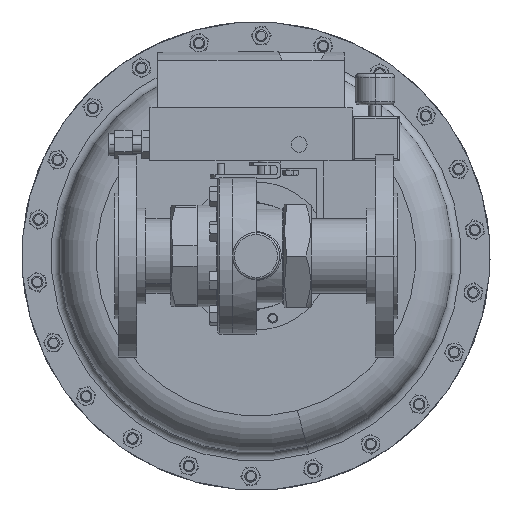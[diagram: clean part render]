
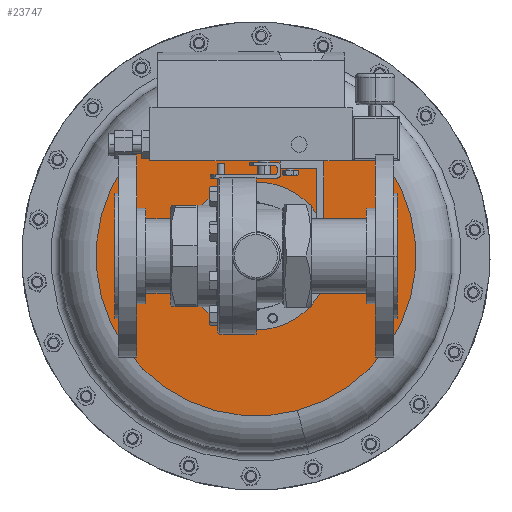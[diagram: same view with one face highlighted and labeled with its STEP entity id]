
A CAD part, front view. The second image highlights one B-rep face of the part: STEP entity #23747.
In plain terms, the highlighted planar face has unit normal (0, -1, 0).
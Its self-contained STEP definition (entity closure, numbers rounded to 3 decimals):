
#219 = CARTESIAN_POINT ( 'NONE',  ( -1.326, 7.093, 4.95 ) ) ;
#1603 = VERTEX_POINT ( 'NONE', #219 ) ;
#1721 = CARTESIAN_POINT ( 'NONE',  ( 0., 7.093, 0. ) ) ;
#3508 = CARTESIAN_POINT ( 'NONE',  ( 4.95, 7.093, 1.326 ) ) ;
#6157 = DIRECTION ( 'NONE',  ( -0.259, 0., 0.966 ) ) ;
#7388 = DIRECTION ( 'NONE',  ( 0., 1., 0. ) ) ;
#8429 = EDGE_CURVE ( 'NONE', #1603, #29494, #42599, .T. ) ;
#16714 = VERTEX_POINT ( 'NONE', #46050 ) ;
#16880 = PLANE ( 'NONE',  #52202 ) ;
#17435 = CARTESIAN_POINT ( 'NONE',  ( 0., 7.093, 0. ) ) ;
#19569 = CARTESIAN_POINT ( 'NONE',  ( 0., 7.093, 0. ) ) ;
#19708 = ORIENTED_EDGE ( 'NONE', *, *, #49163, .T. ) ;
#20735 = CARTESIAN_POINT ( 'NONE',  ( 1.326, 7.093, -4.95 ) ) ;
#21312 = DIRECTION ( 'NONE',  ( 0., -1., 0. ) ) ;
#21652 = AXIS2_PLACEMENT_3D ( 'NONE', #19569, #50705, #24045 ) ;
#21847 = DIRECTION ( 'NONE',  ( 0.707, 0., -0.707 ) ) ;
#21960 = EDGE_LOOP ( 'NONE', ( #49104, #19708 ) ) ;
#23747 = ADVANCED_FACE ( 'NONE', ( #50789, #38992 ), #16880, .T. ) ;
#24045 = DIRECTION ( 'NONE',  ( -0.259, 0., 0.966 ) ) ;
#26190 = EDGE_CURVE ( 'NONE', #16714, #42353, #47863, .T. ) ;
#27089 = EDGE_LOOP ( 'NONE', ( #39926, #41995 ) ) ;
#28245 = CIRCLE ( 'NONE', #21652, 5.125 ) ;
#29494 = VERTEX_POINT ( 'NONE', #20735 ) ;
#30737 = CARTESIAN_POINT ( 'NONE',  ( 1.679, 7.093, -1.679 ) ) ;
#30815 = CIRCLE ( 'NONE', #44379, 2.375 ) ;
#32814 = DIRECTION ( 'NONE',  ( 0., 1., 0. ) ) ;
#34060 = CARTESIAN_POINT ( 'NONE',  ( 0., 7.093, 0. ) ) ;
#38514 = DIRECTION ( 'NONE',  ( 0.707, 0., -0.707 ) ) ;
#38992 = FACE_BOUND ( 'NONE', #21960, .T. ) ;
#39169 = EDGE_CURVE ( 'NONE', #29494, #1603, #28245, .T. ) ;
#39926 = ORIENTED_EDGE ( 'NONE', *, *, #8429, .F. ) ;
#41995 = ORIENTED_EDGE ( 'NONE', *, *, #39169, .F. ) ;
#42353 = VERTEX_POINT ( 'NONE', #30737 ) ;
#42599 = CIRCLE ( 'NONE', #47134, 5.125 ) ;
#44379 = AXIS2_PLACEMENT_3D ( 'NONE', #17435, #48542, #21847 ) ;
#46050 = CARTESIAN_POINT ( 'NONE',  ( -1.679, 7.093, 1.679 ) ) ;
#47134 = AXIS2_PLACEMENT_3D ( 'NONE', #1721, #32814, #6157 ) ;
#47863 = CIRCLE ( 'NONE', #57228, 2.375 ) ;
#48542 = DIRECTION ( 'NONE',  ( 0., 1., 0. ) ) ;
#49104 = ORIENTED_EDGE ( 'NONE', *, *, #26190, .T. ) ;
#49163 = EDGE_CURVE ( 'NONE', #42353, #16714, #30815, .T. ) ;
#50705 = DIRECTION ( 'NONE',  ( 0., 1., 0. ) ) ;
#50789 = FACE_OUTER_BOUND ( 'NONE', #27089, .T. ) ;
#52202 = AXIS2_PLACEMENT_3D ( 'NONE', #3508, #21312, #52471 ) ;
#52471 = DIRECTION ( 'NONE',  ( 0.259, 0., -0.966 ) ) ;
#57228 = AXIS2_PLACEMENT_3D ( 'NONE', #34060, #7388, #38514 ) ;
